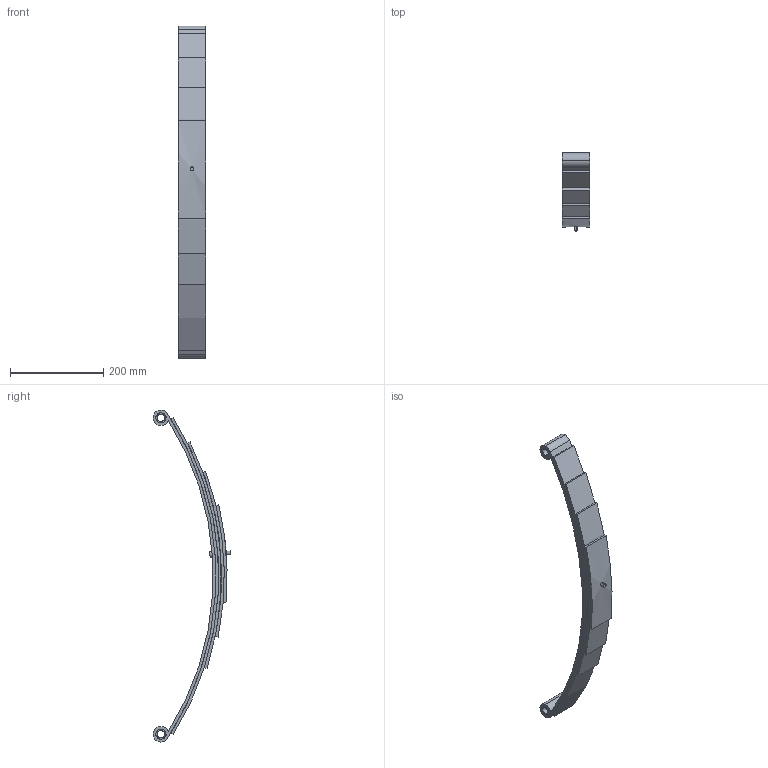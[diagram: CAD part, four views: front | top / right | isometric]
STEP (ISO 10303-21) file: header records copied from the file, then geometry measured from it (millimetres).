
FILE_DESCRIPTION (( 'STEP AP203' ), '1' );
FILE_NAME ('PART1^EYE TO EYE 5 LEAF 60MM SUSPENSION_REV_.step', '2025-08-17T04:50:43', ( '' ), ( '' ), 'SwSTEP 2.0', 'SolidWorks 2024', '' );
FILE_SCHEMA (( 'CONFIG_CONTROL_DESIGN' ));
Length unit declared in the file: millimetre
Products named in the file (1): PART1^EYE TO EYE 5 LEAF 60MM SUSPENSION_REV_
Bounding box: 60 x 167.12 x 713.3 mm (x, y, z)
Volume: 981785.9 mm3; surface area: 371342.9 mm2
Topology: 8 solids, 8 shells, 73 faces, 168 edges, 112 vertices
Faces by surface type: cylinder 46, plane 27
Entity records: 2813 total; most frequent: CARTESIAN_POINT 1014, DIRECTION 368, ORIENTED_EDGE 336, EDGE_CURVE 168, AXIS2_PLACEMENT_3D 146, VERTEX_POINT 112, EDGE_LOOP 92, LINE 76
